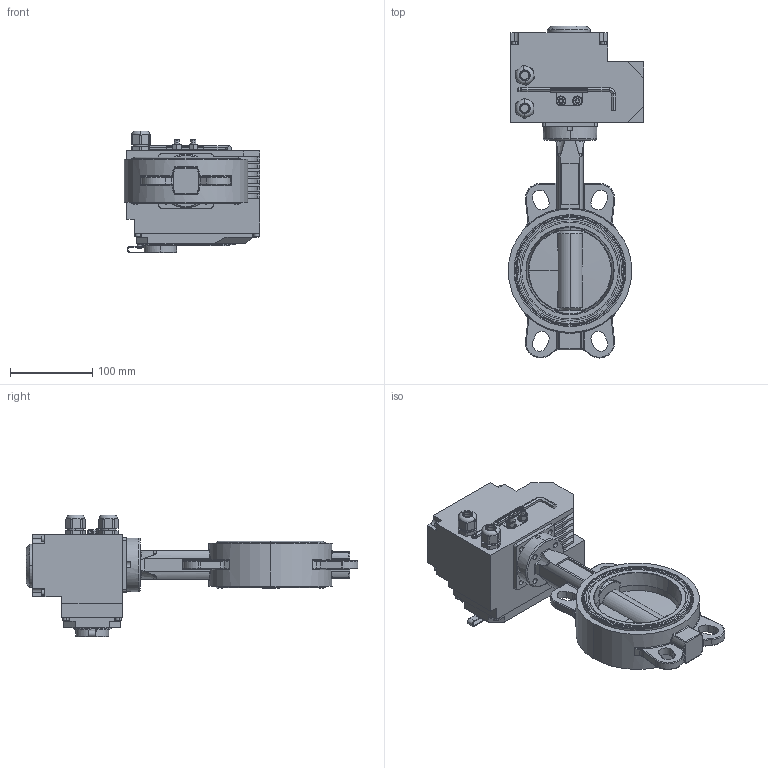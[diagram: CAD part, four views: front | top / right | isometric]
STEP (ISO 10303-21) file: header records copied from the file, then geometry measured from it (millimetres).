
FILE_DESCRIPTION (( 'STEP AP203' ), '1' );
FILE_NAME ('J9_DN100_AOX.STEP', '2023-02-17T08:28:12', ( '' ), ( '' ), 'SwSTEP 2.0', 'SolidWorks 2017', '' );
FILE_SCHEMA (( 'CONFIG_CONTROL_DESIGN' ));
Length unit declared in the file: millimetre
Products named in the file (1): J9_DN100_AOX
Bounding box: 164.5 x 402.99 x 148 mm (x, y, z)
Volume: 2436040.9 mm3; surface area: 223139.3 mm2
Topology: 1 solids, 5 shells, 1058 faces, 2693 edges, 1654 vertices
Faces by surface type: plane 457, cylinder 278, cone 130, torus 109, bspline 64, sphere 20
Entity records: 35057 total; most frequent: CARTESIAN_POINT 9944, ORIENTED_EDGE 5290, DIRECTION 5218, EDGE_CURVE 2645, AXIS2_PLACEMENT_3D 1952, VERTEX_POINT 1654, LINE 1314, VECTOR 1314
